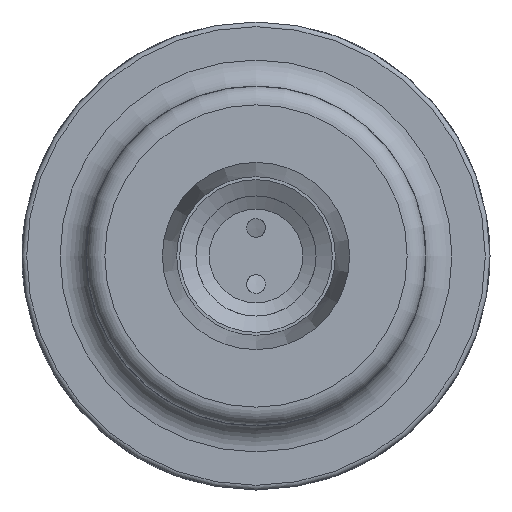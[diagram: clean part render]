
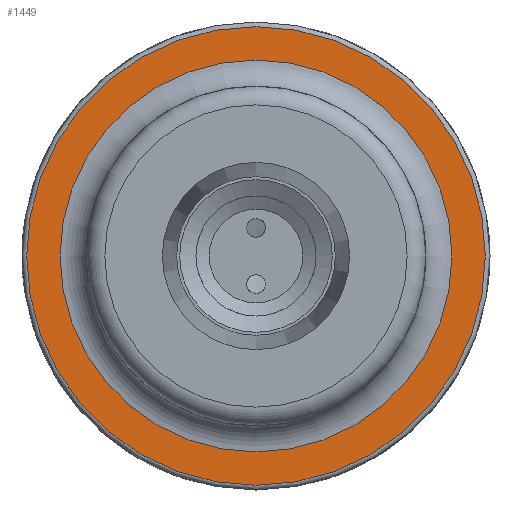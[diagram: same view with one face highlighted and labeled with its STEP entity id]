
A CAD part, left-side view. The second image highlights one B-rep face of the part: STEP entity #1449.
In plain terms, the highlighted planar face has unit normal (-1, 0, 0).
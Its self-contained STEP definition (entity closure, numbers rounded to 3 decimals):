
#544=CARTESIAN_POINT('',(-20.0,0.,-20.928));
#545=VERTEX_POINT('',#544);
#546=CARTESIAN_POINT('',(-20.0,0.0,0.0));
#547=DIRECTION('',(1.0,0.0,0.0));
#548=DIRECTION('',(0.0,0.0,1.0));
#549=AXIS2_PLACEMENT_3D('',#546,#547,#548);
#550=CIRCLE('',#549,20.928);
#551=EDGE_CURVE('',#545,#545,#550,.T.);
#1169=CARTESIAN_POINT('',(-20.0,24.5,0.));
#1170=VERTEX_POINT('',#1169);
#1171=CARTESIAN_POINT('',(-20.0,0.0,0.0));
#1172=DIRECTION('',(1.0,0.0,0.0));
#1173=DIRECTION('',(0.0,-1.0,0.0));
#1174=AXIS2_PLACEMENT_3D('',#1171,#1172,#1173);
#1175=CIRCLE('',#1174,24.5);
#1176=EDGE_CURVE('',#1170,#1170,#1175,.T.);
#1438=CARTESIAN_POINT('',(-20.0,25.0,0.0));
#1439=DIRECTION('',(-1.0,0.0,0.0));
#1440=DIRECTION('',(0.0,0.0,1.0));
#1441=AXIS2_PLACEMENT_3D('',#1438,#1439,#1440);
#1442=PLANE('',#1441);
#1443=ORIENTED_EDGE('',*,*,#1176,.F.);
#1444=EDGE_LOOP('',(#1443));
#1445=FACE_OUTER_BOUND('',#1444,.T.);
#1446=ORIENTED_EDGE('',*,*,#551,.T.);
#1447=EDGE_LOOP('',(#1446));
#1448=FACE_BOUND('',#1447,.T.);
#1449=ADVANCED_FACE('',(#1445,#1448),#1442,.T.);
